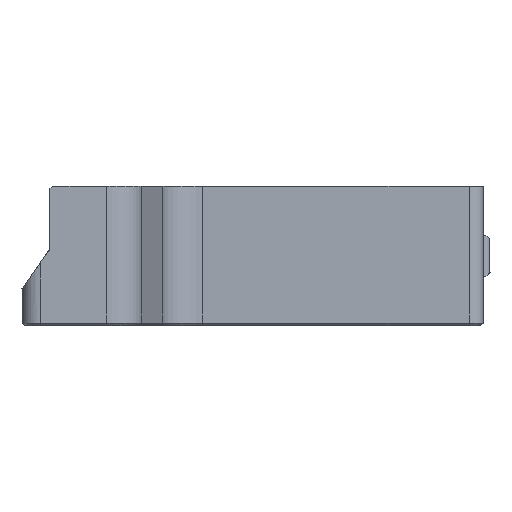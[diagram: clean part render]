
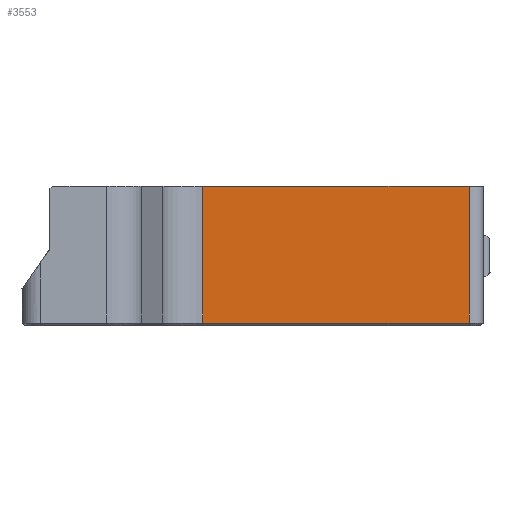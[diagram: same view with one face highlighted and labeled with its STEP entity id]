
A CAD part, left-side view. The second image highlights one B-rep face of the part: STEP entity #3553.
In plain terms, the highlighted planar face has unit normal (-1, 0, 0).
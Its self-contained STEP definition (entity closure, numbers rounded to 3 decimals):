
#158=PLANE('',#3815);
#308=FACE_OUTER_BOUND('',#505,.T.);
#505=EDGE_LOOP('',(#2761,#2762,#2763,#2764));
#799=LINE('',#5565,#1150);
#810=LINE('',#5595,#1161);
#811=LINE('',#5599,#1162);
#812=LINE('',#5600,#1163);
#1150=VECTOR('',#4459,10.);
#1161=VECTOR('',#4490,1.);
#1162=VECTOR('',#4495,1.);
#1163=VECTOR('',#4496,10.);
#1611=VERTEX_POINT('',#5556);
#1613=VERTEX_POINT('',#5563);
#1622=VERTEX_POINT('',#5594);
#1623=VERTEX_POINT('',#5598);
#2028=EDGE_CURVE('',#1613,#1611,#799,.T.);
#2043=EDGE_CURVE('',#1611,#1622,#810,.T.);
#2045=EDGE_CURVE('',#1613,#1623,#811,.T.);
#2046=EDGE_CURVE('',#1623,#1622,#812,.T.);
#2761=ORIENTED_EDGE('',*,*,#2028,.F.);
#2762=ORIENTED_EDGE('',*,*,#2045,.T.);
#2763=ORIENTED_EDGE('',*,*,#2046,.T.);
#2764=ORIENTED_EDGE('',*,*,#2043,.F.);
#3553=ADVANCED_FACE('',(#308),#158,.T.);
#3815=AXIS2_PLACEMENT_3D('',#5597,#4493,#4494);
#4459=DIRECTION('',(0.,1.,0.));
#4490=DIRECTION('',(0.,0.,1.));
#4493=DIRECTION('center_axis',(-1.,0.,0.));
#4494=DIRECTION('ref_axis',(0.,1.,0.));
#4495=DIRECTION('',(0.,0.,1.));
#4496=DIRECTION('',(0.,1.,0.));
#5556=CARTESIAN_POINT('',(-176.473,-215.87,-239.914));
#5563=CARTESIAN_POINT('',(-176.473,-253.972,-239.914));
#5565=CARTESIAN_POINT('',(-176.473,-237.579,-239.914));
#5594=CARTESIAN_POINT('',(-176.473,-215.87,-220.314));
#5595=CARTESIAN_POINT('',(-176.473,-215.87,-241.314));
#5597=CARTESIAN_POINT('Origin',(-176.473,-253.972,-261.314));
#5598=CARTESIAN_POINT('',(-176.473,-253.972,-220.314));
#5599=CARTESIAN_POINT('',(-176.473,-253.972,-241.314));
#5600=CARTESIAN_POINT('',(-176.473,-224.472,-220.314));
